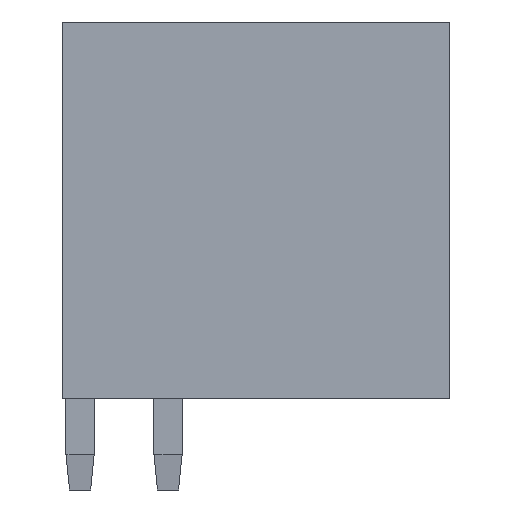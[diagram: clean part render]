
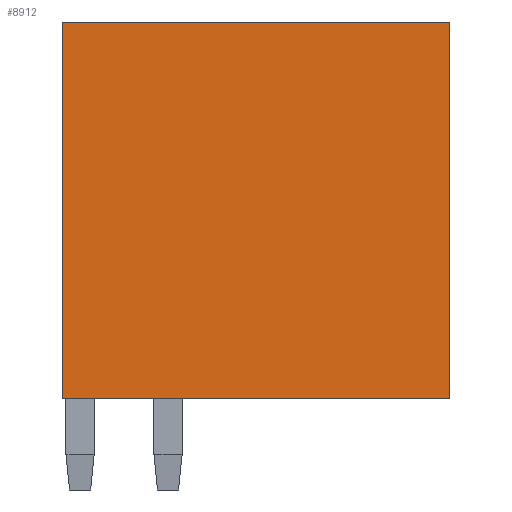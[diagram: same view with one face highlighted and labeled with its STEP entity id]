
A CAD part, left-side view. The second image highlights one B-rep face of the part: STEP entity #8912.
In plain terms, the highlighted planar face has unit normal (-1, 0, 0).
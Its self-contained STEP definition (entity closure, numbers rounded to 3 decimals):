
#1226 = LINE ( 'NONE', #7834, #17826 ) ;
#1238 = FACE_OUTER_BOUND ( 'NONE', #10426, .T. ) ;
#2376 = ORIENTED_EDGE ( 'NONE', *, *, #7517, .T. ) ;
#2558 = EDGE_CURVE ( 'NONE', #19130, #16988, #3367, .T. ) ;
#2954 = CARTESIAN_POINT ( 'NONE',  ( -2.15, 0., 10.7 ) ) ;
#3166 = DIRECTION ( 'NONE',  ( -1., 0., 0. ) ) ;
#3367 = LINE ( 'NONE', #5014, #19493 ) ;
#4089 = VERTEX_POINT ( 'NONE', #20997 ) ;
#4368 = DIRECTION ( 'NONE',  ( 0., 0., 1. ) ) ;
#5014 = CARTESIAN_POINT ( 'NONE',  ( -2.15, 11., 0. ) ) ;
#5114 = DIRECTION ( 'NONE',  ( 0., -1., 0. ) ) ;
#5887 = CARTESIAN_POINT ( 'NONE',  ( -2.15, 11., 0. ) ) ;
#7517 = EDGE_CURVE ( 'NONE', #11222, #4089, #1226, .T. ) ;
#7834 = CARTESIAN_POINT ( 'NONE',  ( -2.15, 0., 10.7 ) ) ;
#8235 = VECTOR ( 'NONE', #4368, 1000. ) ;
#8912 = ADVANCED_FACE ( 'NONE', ( #1238 ), #12862, .T. ) ;
#10240 = ORIENTED_EDGE ( 'NONE', *, *, #10909, .T. ) ;
#10426 = EDGE_LOOP ( 'NONE', ( #20397, #20601, #10240, #2376 ) ) ;
#10909 = EDGE_CURVE ( 'NONE', #16988, #11222, #14273, .T. ) ;
#11222 = VERTEX_POINT ( 'NONE', #2954 ) ;
#12552 = CARTESIAN_POINT ( 'NONE',  ( -2.15, 0., 0. ) ) ;
#12862 = PLANE ( 'NONE',  #15992 ) ;
#14253 = DIRECTION ( 'NONE',  ( 0., 1., 0. ) ) ;
#14273 = LINE ( 'NONE', #19084, #8235 ) ;
#15992 = AXIS2_PLACEMENT_3D ( 'NONE', #12552, #3166, #19079 ) ;
#16811 = DIRECTION ( 'NONE',  ( 0., 0., -1. ) ) ;
#16988 = VERTEX_POINT ( 'NONE', #17542 ) ;
#17010 = LINE ( 'NONE', #18399, #18247 ) ;
#17542 = CARTESIAN_POINT ( 'NONE',  ( -2.15, 0., 0. ) ) ;
#17826 = VECTOR ( 'NONE', #14253, 1000. ) ;
#18247 = VECTOR ( 'NONE', #16811, 1000. ) ;
#18399 = CARTESIAN_POINT ( 'NONE',  ( -2.15, 11., 10.7 ) ) ;
#19079 = DIRECTION ( 'NONE',  ( 0., 0., 1. ) ) ;
#19084 = CARTESIAN_POINT ( 'NONE',  ( -2.15, 0., 0. ) ) ;
#19130 = VERTEX_POINT ( 'NONE', #5887 ) ;
#19299 = EDGE_CURVE ( 'NONE', #4089, #19130, #17010, .T. ) ;
#19493 = VECTOR ( 'NONE', #5114, 1000. ) ;
#20397 = ORIENTED_EDGE ( 'NONE', *, *, #19299, .T. ) ;
#20601 = ORIENTED_EDGE ( 'NONE', *, *, #2558, .T. ) ;
#20997 = CARTESIAN_POINT ( 'NONE',  ( -2.15, 11., 10.7 ) ) ;
